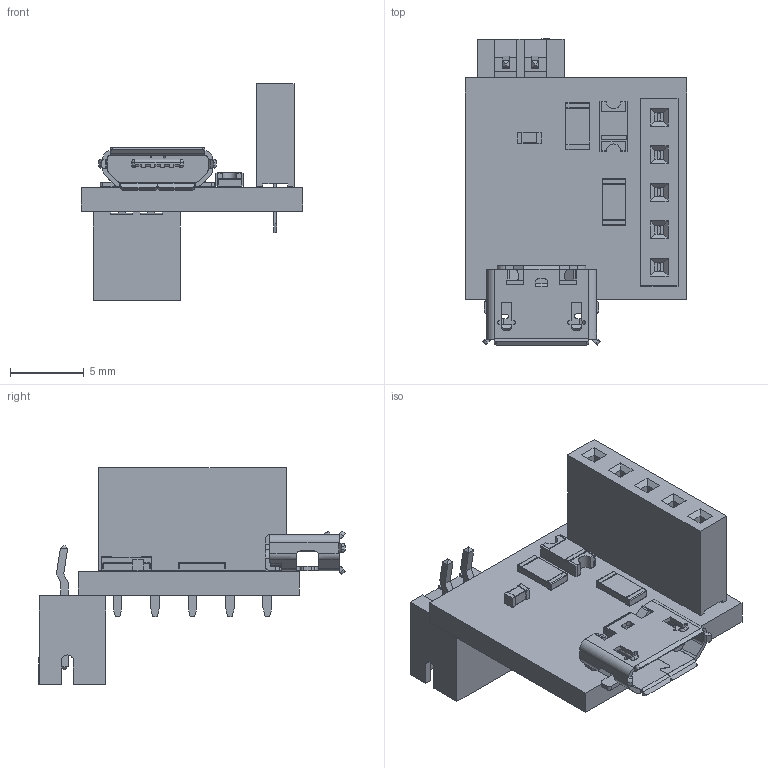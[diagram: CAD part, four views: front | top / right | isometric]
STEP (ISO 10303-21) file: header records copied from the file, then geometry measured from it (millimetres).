
FILE_DESCRIPTION(('KiCad electronic assembly'),'2;1');
FILE_NAME('TimeRecordingButton.step','2023-11-22T20:52:31',('Pcbnew'),( 'Kicad'),'Open CASCADE STEP processor 7.7','KiCad to STEP converter' ,'Unknown');
FILE_SCHEMA(('AUTOMOTIVE_DESIGN { 1 0 10303 214 1 1 1 1 }'));
Length unit declared in the file: millimetre
Products named in the file (14): TimeRecordingButton 1; D_1206_3216Metric; SOLID; R_1206_3216Metric; PinSocket_1x05_P2.54mm_Vertical; USB_Micro-B_Molex_47346-0001; C_0603_1608Metric; JST_PH_B2B-PH-K_1x02_P2.00mm_Vertical; TimeRecordingButton PCB
Assembly tree (14 placements, depth 3):
  TimeRecordingButton 1
    D_1206_3216Metric
      SOLID
    R_1206_3216Metric  x2
      SOLID
    PinSocket_1x05_P2.54mm_Vertical
      SOLID
    USB_Micro-B_Molex_47346-0001
      SOLID
    C_0603_1608Metric
      SOLID
    JST_PH_B2B-PH-K_1x02_P2.00mm_Vertical
      SOLID
    TimeRecordingButton PCB
Bounding box: 15 x 20.78 x 14.7 mm (x, y, z)
Volume: 706.3 mm3; surface area: 1526.1 mm2
Topology: 8 solids, 8 shells, 872 faces, 2470 edges, 1615 vertices
Faces by surface type: plane 694, cylinder 174, sphere 4
Full cylindrical faces by diameter (mm): 1 x5
Entity records: 66667 total; most frequent: CARTESIAN_POINT 12857, DIRECTION 8854, LINE 6191, VECTOR 6191, ORIENTED_EDGE 4796, PCURVE 4796, DEFINITIONAL_REPRESENTATION 4796, EDGE_CURVE 2398
